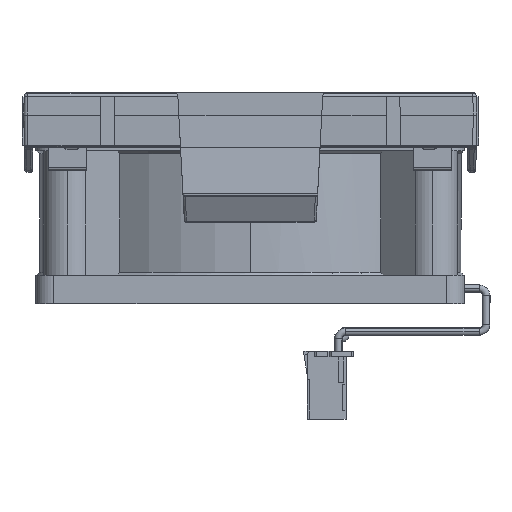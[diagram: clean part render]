
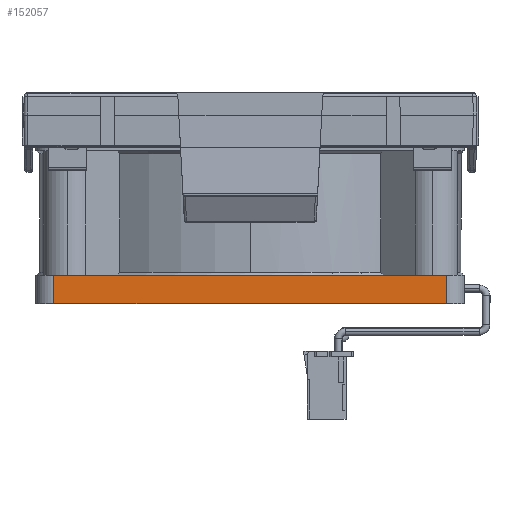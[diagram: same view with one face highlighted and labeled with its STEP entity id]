
A CAD part, left-side view. The second image highlights one B-rep face of the part: STEP entity #152057.
In plain terms, the highlighted planar face has unit normal (-1, 0, 0).
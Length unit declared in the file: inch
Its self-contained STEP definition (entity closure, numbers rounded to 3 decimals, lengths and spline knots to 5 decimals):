
#9338 = CARTESIAN_POINT ( 'NONE',  ( -2.45079, 1.08268, -1.03937 ) ) ;
#17808 = LINE ( 'NONE', #171401, #81102 ) ;
#20933 = CARTESIAN_POINT ( 'NONE',  ( -2.45079, -0.98425, -1.03937 ) ) ;
#26521 = ORIENTED_EDGE ( 'NONE', *, *, #100721, .F. ) ;
#35492 = VERTEX_POINT ( 'NONE', #166551 ) ;
#36827 = AXIS2_PLACEMENT_3D ( 'NONE', #20933, #101023, #115167 ) ;
#37177 = FACE_OUTER_BOUND ( 'NONE', #99601, .T. ) ;
#41581 = LINE ( 'NONE', #78999, #107082 ) ;
#48756 = DIRECTION ( 'NONE',  ( 0., -1., 0. ) ) ;
#61264 = VERTEX_POINT ( 'NONE', #9338 ) ;
#67334 = VECTOR ( 'NONE', #76187, 39.37008 ) ;
#71525 = LINE ( 'NONE', #99755, #67334 ) ;
#76187 = DIRECTION ( 'NONE',  ( 0., 0., 1. ) ) ;
#76475 = EDGE_CURVE ( 'NONE', #82904, #35492, #71525, .T. ) ;
#78999 = CARTESIAN_POINT ( 'NONE',  ( -2.45079, 1.08268, -1.03937 ) ) ;
#81102 = VECTOR ( 'NONE', #48756, 39.37008 ) ;
#82828 = CARTESIAN_POINT ( 'NONE',  ( -2.45079, -0.98425, -0.88189 ) ) ;
#82904 = VERTEX_POINT ( 'NONE', #92330 ) ;
#86257 = EDGE_CURVE ( 'NONE', #113756, #35492, #168883, .T. ) ;
#87827 = ORIENTED_EDGE ( 'NONE', *, *, #86257, .F. ) ;
#92330 = CARTESIAN_POINT ( 'NONE',  ( -2.45079, -1.08268, -1.03937 ) ) ;
#99601 = EDGE_LOOP ( 'NONE', ( #107351, #87827, #26521, #146584 ) ) ;
#99755 = CARTESIAN_POINT ( 'NONE',  ( -2.45079, -1.08268, -1.03937 ) ) ;
#100721 = EDGE_CURVE ( 'NONE', #61264, #113756, #41581, .T. ) ;
#101023 = DIRECTION ( 'NONE',  ( -1., 0., 0. ) ) ;
#101264 = VECTOR ( 'NONE', #150119, 39.37008 ) ;
#101402 = CARTESIAN_POINT ( 'NONE',  ( -2.45079, 1.08268, -0.88189 ) ) ;
#106053 = DIRECTION ( 'NONE',  ( 0., 0., 1. ) ) ;
#107082 = VECTOR ( 'NONE', #106053, 39.37008 ) ;
#107351 = ORIENTED_EDGE ( 'NONE', *, *, #76475, .T. ) ;
#113756 = VERTEX_POINT ( 'NONE', #101402 ) ;
#115167 = DIRECTION ( 'NONE',  ( 0., 1., 0. ) ) ;
#128727 = PLANE ( 'NONE',  #36827 ) ;
#146584 = ORIENTED_EDGE ( 'NONE', *, *, #169048, .T. ) ;
#150119 = DIRECTION ( 'NONE',  ( 0., -1., 0. ) ) ;
#152057 = ADVANCED_FACE ( 'NONE', ( #37177 ), #128727, .T. ) ;
#166551 = CARTESIAN_POINT ( 'NONE',  ( -2.45079, -1.08268, -0.88189 ) ) ;
#168883 = LINE ( 'NONE', #82828, #101264 ) ;
#169048 = EDGE_CURVE ( 'NONE', #61264, #82904, #17808, .T. ) ;
#171401 = CARTESIAN_POINT ( 'NONE',  ( -2.45079, 0., -1.03937 ) ) ;
